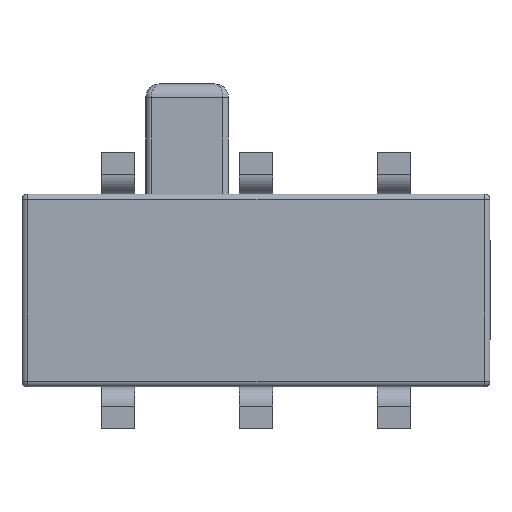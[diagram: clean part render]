
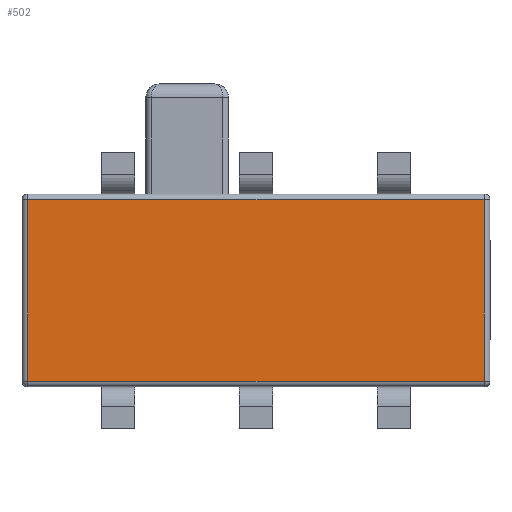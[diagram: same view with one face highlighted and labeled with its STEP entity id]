
A CAD part, front view. The second image highlights one B-rep face of the part: STEP entity #502.
In plain terms, the highlighted planar face has unit normal (0, -1, 0).
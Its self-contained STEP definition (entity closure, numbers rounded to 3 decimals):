
#104 = DIRECTION ( 'NONE',  ( 0., 0., 1. ) ) ;
#370 = CARTESIAN_POINT ( 'NONE',  ( 4.15, 0., -1.65 ) ) ;
#502 = ADVANCED_FACE ( 'NONE', ( #5340 ), #4854, .T. ) ;
#1198 = CARTESIAN_POINT ( 'NONE',  ( -4.15, 0., 1.65 ) ) ;
#1335 = VECTOR ( 'NONE', #2315, 1000. ) ;
#1568 = EDGE_CURVE ( 'NONE', #2419, #6085, #3746, .T. ) ;
#1794 = LINE ( 'NONE', #2962, #5797 ) ;
#1839 = EDGE_CURVE ( 'NONE', #3737, #6121, #3826, .T. ) ;
#2085 = CARTESIAN_POINT ( 'NONE',  ( 0., 0., 0. ) ) ;
#2315 = DIRECTION ( 'NONE',  ( -1., 0., 0. ) ) ;
#2402 = CARTESIAN_POINT ( 'NONE',  ( -4.15, 0., -1.65 ) ) ;
#2419 = VERTEX_POINT ( 'NONE', #2450 ) ;
#2448 = ORIENTED_EDGE ( 'NONE', *, *, #1839, .T. ) ;
#2450 = CARTESIAN_POINT ( 'NONE',  ( 4.15, 0., 1.65 ) ) ;
#2828 = ORIENTED_EDGE ( 'NONE', *, *, #1568, .T. ) ;
#2868 = DIRECTION ( 'NONE',  ( 1., 0., 0. ) ) ;
#2917 = AXIS2_PLACEMENT_3D ( 'NONE', #2085, #3476, #2996 ) ;
#2962 = CARTESIAN_POINT ( 'NONE',  ( 4.15, 0., 1.75 ) ) ;
#2996 = DIRECTION ( 'NONE',  ( 0., 0., -1. ) ) ;
#3264 = CARTESIAN_POINT ( 'NONE',  ( -4.25, 0., 1.65 ) ) ;
#3476 = DIRECTION ( 'NONE',  ( 0., -1., 0. ) ) ;
#3737 = VERTEX_POINT ( 'NONE', #2402 ) ;
#3746 = LINE ( 'NONE', #3264, #1335 ) ;
#3792 = EDGE_CURVE ( 'NONE', #6121, #2419, #1794, .T. ) ;
#3826 = LINE ( 'NONE', #5249, #5636 ) ;
#4562 = VECTOR ( 'NONE', #5944, 1000. ) ;
#4854 = PLANE ( 'NONE',  #2917 ) ;
#4892 = EDGE_CURVE ( 'NONE', #6085, #3737, #4952, .T. ) ;
#4952 = LINE ( 'NONE', #5433, #4562 ) ;
#5249 = CARTESIAN_POINT ( 'NONE',  ( 4.25, 0., -1.65 ) ) ;
#5340 = FACE_OUTER_BOUND ( 'NONE', #5946, .T. ) ;
#5433 = CARTESIAN_POINT ( 'NONE',  ( -4.15, 0., -1.75 ) ) ;
#5437 = ORIENTED_EDGE ( 'NONE', *, *, #4892, .T. ) ;
#5507 = ORIENTED_EDGE ( 'NONE', *, *, #3792, .T. ) ;
#5636 = VECTOR ( 'NONE', #2868, 1000. ) ;
#5797 = VECTOR ( 'NONE', #104, 1000. ) ;
#5944 = DIRECTION ( 'NONE',  ( 0., 0., -1. ) ) ;
#5946 = EDGE_LOOP ( 'NONE', ( #5437, #2448, #5507, #2828 ) ) ;
#6085 = VERTEX_POINT ( 'NONE', #1198 ) ;
#6121 = VERTEX_POINT ( 'NONE', #370 ) ;
